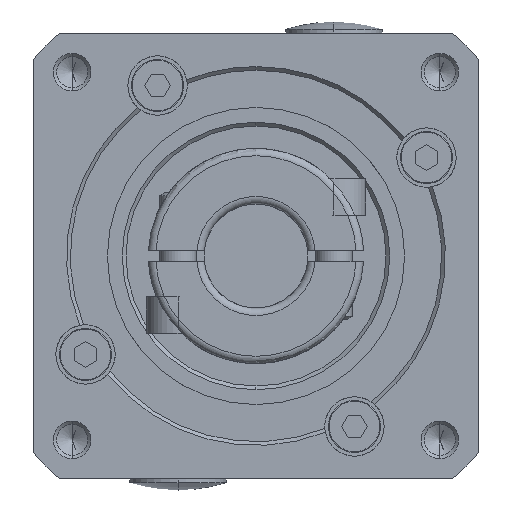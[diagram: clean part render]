
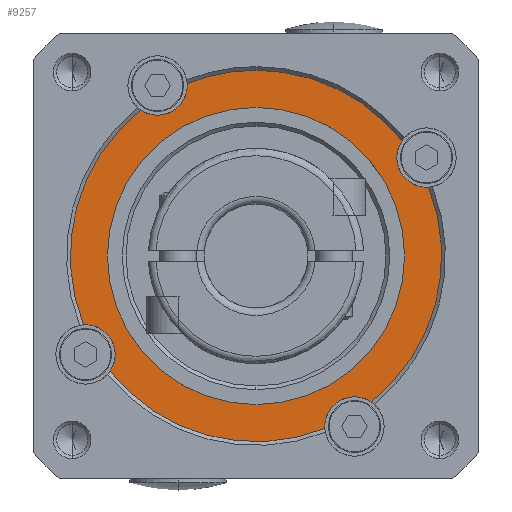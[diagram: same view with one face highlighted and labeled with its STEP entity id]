
A CAD part, left-side view. The second image highlights one B-rep face of the part: STEP entity #9257.
In plain terms, the highlighted planar face has unit normal (-1, 0, 0).
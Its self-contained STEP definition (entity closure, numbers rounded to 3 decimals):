
#162 = AXIS2_PLACEMENT_3D ( 'NONE', #6373, #6479, #14567 ) ;
#196 = CARTESIAN_POINT ( 'NONE',  ( -73., 0., 20. ) ) ;
#313 = CARTESIAN_POINT ( 'NONE',  ( -73., -22.95, 13.25 ) ) ;
#340 = VERTEX_POINT ( 'NONE', #3048 ) ;
#393 = CARTESIAN_POINT ( 'NONE',  ( -73., -13.25, -22.95 ) ) ;
#543 = AXIS2_PLACEMENT_3D ( 'NONE', #3791, #12006, #1708 ) ;
#653 = CARTESIAN_POINT ( 'NONE',  ( -73., 0., 0. ) ) ;
#676 = VERTEX_POINT ( 'NONE', #11851 ) ;
#820 = CARTESIAN_POINT ( 'NONE',  ( -73., -19.63, 15.481 ) ) ;
#883 = CIRCLE ( 'NONE', #6962, 4. ) ;
#892 = CIRCLE ( 'NONE', #2620, 4. ) ;
#1072 = ORIENTED_EDGE ( 'NONE', *, *, #3554, .T. ) ;
#1262 = CIRCLE ( 'NONE', #14162, 4. ) ;
#1483 = CIRCLE ( 'NONE', #11368, 25. ) ;
#1484 = DIRECTION ( 'NONE',  ( 0., 0., 1. ) ) ;
#1523 = DIRECTION ( 'NONE',  ( 1., 0., 0. ) ) ;
#1708 = DIRECTION ( 'NONE',  ( 0., 0., 1. ) ) ;
#1736 = CARTESIAN_POINT ( 'NONE',  ( -73., 0., 0. ) ) ;
#1760 = DIRECTION ( 'NONE',  ( -1., 0., 0. ) ) ;
#1842 = DIRECTION ( 'NONE',  ( 1., 0., 0. ) ) ;
#2036 = CIRCLE ( 'NONE', #3429, 4. ) ;
#2207 = CIRCLE ( 'NONE', #13721, 25. ) ;
#2238 = CIRCLE ( 'NONE', #4903, 4. ) ;
#2312 = EDGE_CURVE ( 'NONE', #13394, #14281, #2238, .T. ) ;
#2569 = CARTESIAN_POINT ( 'NONE',  ( -73., 13.25, 22.95 ) ) ;
#2620 = AXIS2_PLACEMENT_3D ( 'NONE', #2799, #7485, #9987 ) ;
#2667 = DIRECTION ( 'NONE',  ( 0., 0., -1. ) ) ;
#2684 = CIRCLE ( 'NONE', #543, 20. ) ;
#2766 = EDGE_CURVE ( 'NONE', #10975, #10097, #883, .T. ) ;
#2776 = CARTESIAN_POINT ( 'NONE',  ( -73., 13.25, 18.95 ) ) ;
#2799 = CARTESIAN_POINT ( 'NONE',  ( -73., -13.25, -22.95 ) ) ;
#2838 = DIRECTION ( 'NONE',  ( -1., 0., 0. ) ) ;
#3047 = EDGE_CURVE ( 'NONE', #14281, #8909, #9314, .T. ) ;
#3048 = CARTESIAN_POINT ( 'NONE',  ( -73., -23.222, 9.259 ) ) ;
#3190 = ORIENTED_EDGE ( 'NONE', *, *, #6210, .T. ) ;
#3304 = DIRECTION ( 'NONE',  ( 0., 0., 1. ) ) ;
#3429 = AXIS2_PLACEMENT_3D ( 'NONE', #2569, #9645, #8811 ) ;
#3444 = CARTESIAN_POINT ( 'NONE',  ( -73., -13.25, -18.95 ) ) ;
#3554 = EDGE_CURVE ( 'NONE', #8409, #10002, #1262, .T. ) ;
#3633 = CIRCLE ( 'NONE', #5731, 20. ) ;
#3638 = EDGE_CURVE ( 'NONE', #4530, #676, #3633, .T. ) ;
#3791 = CARTESIAN_POINT ( 'NONE',  ( -73., 0., 0. ) ) ;
#3805 = CARTESIAN_POINT ( 'NONE',  ( -73., 15.481, 19.63 ) ) ;
#3978 = DIRECTION ( 'NONE',  ( 1., 0., 0. ) ) ;
#4225 = FACE_BOUND ( 'NONE', #10268, .T. ) ;
#4530 = VERTEX_POINT ( 'NONE', #196 ) ;
#4620 = CARTESIAN_POINT ( 'NONE',  ( -73., 0., 0. ) ) ;
#4643 = EDGE_CURVE ( 'NONE', #676, #4530, #2684, .T. ) ;
#4838 = CARTESIAN_POINT ( 'NONE',  ( -73., 13.25, 22.95 ) ) ;
#4903 = AXIS2_PLACEMENT_3D ( 'NONE', #14697, #1842, #7743 ) ;
#4994 = CARTESIAN_POINT ( 'NONE',  ( -73., 22.95, -9.25 ) ) ;
#5321 = ORIENTED_EDGE ( 'NONE', *, *, #9434, .T. ) ;
#5329 = DIRECTION ( 'NONE',  ( -1., 0., 0. ) ) ;
#5402 = ORIENTED_EDGE ( 'NONE', *, *, #5697, .T. ) ;
#5625 = PLANE ( 'NONE',  #14499 ) ;
#5667 = CIRCLE ( 'NONE', #162, 4. ) ;
#5697 = EDGE_CURVE ( 'NONE', #340, #10050, #6698, .T. ) ;
#5731 = AXIS2_PLACEMENT_3D ( 'NONE', #1736, #2838, #13426 ) ;
#5792 = DIRECTION ( 'NONE',  ( -1., 0., 0. ) ) ;
#5938 = CARTESIAN_POINT ( 'NONE',  ( -73., 0., 0. ) ) ;
#6137 = CIRCLE ( 'NONE', #14165, 25. ) ;
#6210 = EDGE_CURVE ( 'NONE', #10050, #12605, #6883, .T. ) ;
#6223 = CARTESIAN_POINT ( 'NONE',  ( -73., -15.481, -19.63 ) ) ;
#6262 = CARTESIAN_POINT ( 'NONE',  ( -73., -22.95, 13.25 ) ) ;
#6373 = CARTESIAN_POINT ( 'NONE',  ( -73., 22.95, -13.25 ) ) ;
#6417 = ORIENTED_EDGE ( 'NONE', *, *, #14208, .T. ) ;
#6479 = DIRECTION ( 'NONE',  ( 1., 0., 0. ) ) ;
#6698 = CIRCLE ( 'NONE', #8790, 4. ) ;
#6703 = DIRECTION ( 'NONE',  ( 0., 0., -1. ) ) ;
#6853 = CARTESIAN_POINT ( 'NONE',  ( -73., 0., 0. ) ) ;
#6883 = CIRCLE ( 'NONE', #12151, 4. ) ;
#6962 = AXIS2_PLACEMENT_3D ( 'NONE', #4838, #7241, #12317 ) ;
#7193 = DIRECTION ( 'NONE',  ( 1., 0., 0. ) ) ;
#7241 = DIRECTION ( 'NONE',  ( 1., 0., 0. ) ) ;
#7485 = DIRECTION ( 'NONE',  ( 1., 0., 0. ) ) ;
#7743 = DIRECTION ( 'NONE',  ( 0., 0., -1. ) ) ;
#7840 = ORIENTED_EDGE ( 'NONE', *, *, #2766, .T. ) ;
#7941 = DIRECTION ( 'NONE',  ( -1., 0., 0. ) ) ;
#8150 = DIRECTION ( 'NONE',  ( 0., 0., 1. ) ) ;
#8342 = DIRECTION ( 'NONE',  ( -1., 0., 0. ) ) ;
#8409 = VERTEX_POINT ( 'NONE', #3444 ) ;
#8481 = ORIENTED_EDGE ( 'NONE', *, *, #8639, .T. ) ;
#8639 = EDGE_CURVE ( 'NONE', #13982, #10975, #2036, .T. ) ;
#8790 = AXIS2_PLACEMENT_3D ( 'NONE', #313, #1523, #2667 ) ;
#8811 = DIRECTION ( 'NONE',  ( 0., 0., -1. ) ) ;
#8838 = CARTESIAN_POINT ( 'NONE',  ( -73., 0., 25. ) ) ;
#8856 = AXIS2_PLACEMENT_3D ( 'NONE', #4620, #5792, #8150 ) ;
#8909 = VERTEX_POINT ( 'NONE', #10510 ) ;
#9090 = CARTESIAN_POINT ( 'NONE',  ( -73., 25., 0. ) ) ;
#9139 = EDGE_CURVE ( 'NONE', #12605, #14125, #2207, .T. ) ;
#9257 = ADVANCED_FACE ( 'NONE', ( #4225, #12293 ), #5625, .F. ) ;
#9289 = ORIENTED_EDGE ( 'NONE', *, *, #9139, .T. ) ;
#9314 = CIRCLE ( 'NONE', #8856, 25. ) ;
#9434 = EDGE_CURVE ( 'NONE', #10002, #340, #1483, .T. ) ;
#9542 = DIRECTION ( 'NONE',  ( 0., 0., -1. ) ) ;
#9645 = DIRECTION ( 'NONE',  ( 1., 0., 0. ) ) ;
#9942 = DIRECTION ( 'NONE',  ( 0., 0., 1. ) ) ;
#9987 = DIRECTION ( 'NONE',  ( 0., 0., -1. ) ) ;
#10002 = VERTEX_POINT ( 'NONE', #6223 ) ;
#10050 = VERTEX_POINT ( 'NONE', #13248 ) ;
#10095 = EDGE_CURVE ( 'NONE', #10097, #13004, #11903, .T. ) ;
#10097 = VERTEX_POINT ( 'NONE', #3805 ) ;
#10180 = AXIS2_PLACEMENT_3D ( 'NONE', #14561, #1760, #11128 ) ;
#10268 = EDGE_LOOP ( 'NONE', ( #12843, #11083 ) ) ;
#10510 = CARTESIAN_POINT ( 'NONE',  ( -73., -9.259, -23.222 ) ) ;
#10570 = EDGE_CURVE ( 'NONE', #8909, #8409, #892, .T. ) ;
#10584 = CARTESIAN_POINT ( 'NONE',  ( -73., 19.63, -15.481 ) ) ;
#10901 = CARTESIAN_POINT ( 'NONE',  ( -73., 9.259, 23.222 ) ) ;
#10921 = EDGE_CURVE ( 'NONE', #13004, #13394, #5667, .T. ) ;
#10975 = VERTEX_POINT ( 'NONE', #2776 ) ;
#11083 = ORIENTED_EDGE ( 'NONE', *, *, #4643, .F. ) ;
#11124 = EDGE_LOOP ( 'NONE', ( #13215, #14707, #12726, #14368, #12403, #1072, #5321, #5402, #3190, #9289, #6417, #8481, #7840 ) ) ;
#11128 = DIRECTION ( 'NONE',  ( 0., 0., 1. ) ) ;
#11368 = AXIS2_PLACEMENT_3D ( 'NONE', #5938, #8342, #1484 ) ;
#11371 = DIRECTION ( 'NONE',  ( 1., 0., 0. ) ) ;
#11851 = CARTESIAN_POINT ( 'NONE',  ( -73., 0., -20. ) ) ;
#11903 = CIRCLE ( 'NONE', #10180, 25. ) ;
#12006 = DIRECTION ( 'NONE',  ( -1., 0., 0. ) ) ;
#12136 = DIRECTION ( 'NONE',  ( 0., 0., -1. ) ) ;
#12151 = AXIS2_PLACEMENT_3D ( 'NONE', #6262, #7193, #9542 ) ;
#12293 = FACE_OUTER_BOUND ( 'NONE', #11124, .T. ) ;
#12317 = DIRECTION ( 'NONE',  ( 0., 0., -1. ) ) ;
#12403 = ORIENTED_EDGE ( 'NONE', *, *, #10570, .T. ) ;
#12605 = VERTEX_POINT ( 'NONE', #820 ) ;
#12726 = ORIENTED_EDGE ( 'NONE', *, *, #2312, .T. ) ;
#12734 = CARTESIAN_POINT ( 'NONE',  ( -73., 23.222, -9.259 ) ) ;
#12843 = ORIENTED_EDGE ( 'NONE', *, *, #3638, .F. ) ;
#13004 = VERTEX_POINT ( 'NONE', #12734 ) ;
#13215 = ORIENTED_EDGE ( 'NONE', *, *, #10095, .T. ) ;
#13248 = CARTESIAN_POINT ( 'NONE',  ( -73., -22.95, 9.25 ) ) ;
#13394 = VERTEX_POINT ( 'NONE', #4994 ) ;
#13426 = DIRECTION ( 'NONE',  ( 0., 0., 1. ) ) ;
#13721 = AXIS2_PLACEMENT_3D ( 'NONE', #653, #5329, #9942 ) ;
#13982 = VERTEX_POINT ( 'NONE', #10901 ) ;
#14125 = VERTEX_POINT ( 'NONE', #8838 ) ;
#14162 = AXIS2_PLACEMENT_3D ( 'NONE', #393, #3978, #12136 ) ;
#14165 = AXIS2_PLACEMENT_3D ( 'NONE', #6853, #7941, #3304 ) ;
#14208 = EDGE_CURVE ( 'NONE', #14125, #13982, #6137, .T. ) ;
#14281 = VERTEX_POINT ( 'NONE', #10584 ) ;
#14368 = ORIENTED_EDGE ( 'NONE', *, *, #3047, .T. ) ;
#14499 = AXIS2_PLACEMENT_3D ( 'NONE', #9090, #11371, #6703 ) ;
#14561 = CARTESIAN_POINT ( 'NONE',  ( -73., 0., 0. ) ) ;
#14567 = DIRECTION ( 'NONE',  ( 0., 0., -1. ) ) ;
#14697 = CARTESIAN_POINT ( 'NONE',  ( -73., 22.95, -13.25 ) ) ;
#14707 = ORIENTED_EDGE ( 'NONE', *, *, #10921, .T. ) ;
